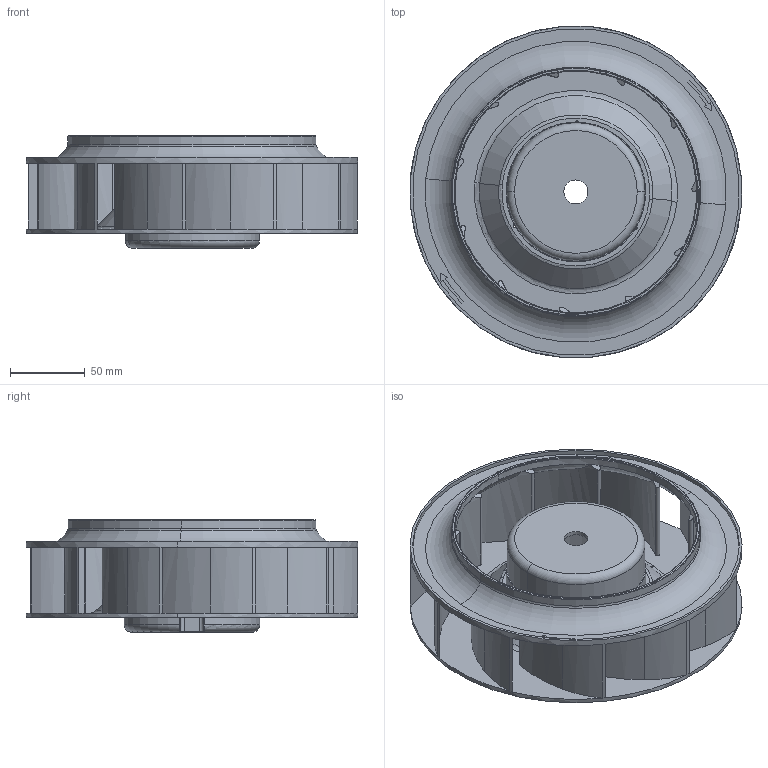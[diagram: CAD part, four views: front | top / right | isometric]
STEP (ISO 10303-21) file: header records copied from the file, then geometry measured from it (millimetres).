
FILE_DESCRIPTION (( 'STEP AP203' ), '1' );
FILE_NAME ('ODB22071_m0.stp', '2022-04-22T17:49:45', ( '' ), ( '' ), 'SwSTEP 2.0', 'SolidWorks 2018', '' );
FILE_SCHEMA (( 'CONFIG_CONTROL_DESIGN' ));
Length unit declared in the file: millimetre
Products named in the file (1): ODB22071_m0
Bounding box: 221.61 x 221.72 x 75.2 mm (x, y, z)
Volume: 285746.1 mm3; surface area: 268671.8 mm2
Topology: 3 solids, 3 shells, 703 faces, 1891 edges, 1227 vertices
Faces by surface type: plane 291, bspline 164, cylinder 120, torus 70, cone 58
Entity records: 27605 total; most frequent: CARTESIAN_POINT 11091, ORIENTED_EDGE 3782, DIRECTION 2951, EDGE_CURVE 1891, VERTEX_POINT 1227, AXIS2_PLACEMENT_3D 1039, LINE 873, VECTOR 873
